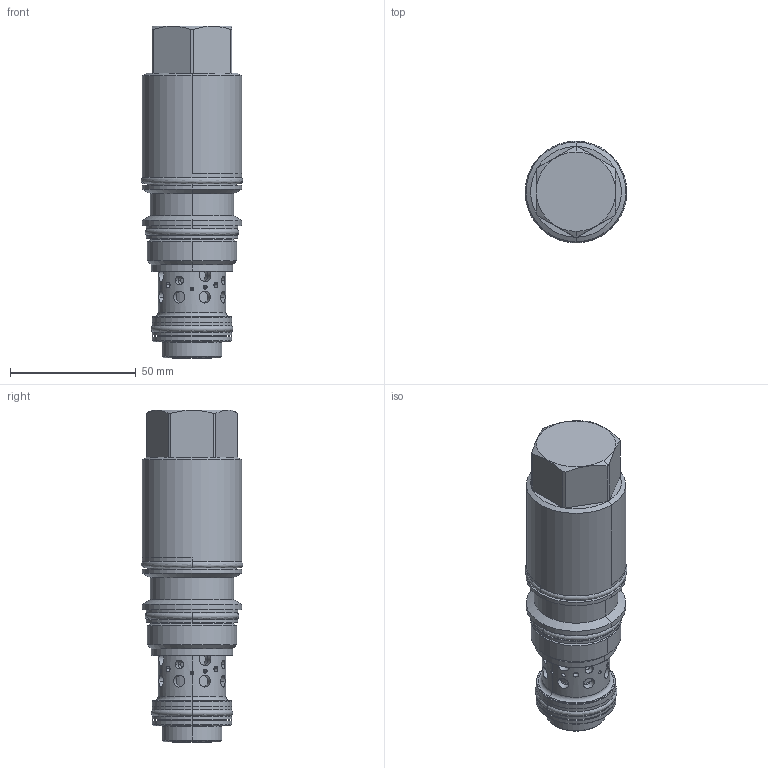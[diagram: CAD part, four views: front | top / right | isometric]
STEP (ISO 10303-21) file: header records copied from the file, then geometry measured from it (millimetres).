
FILE_DESCRIPTION((''),'2;1');
FILE_NAME('MBGM-XIN_PRT','2017-05-19T',('Administrator'),(''),'PRO/ENGINEER BY PARAMETRIC TECHNOLOGY CORPORATION, 2006240','PRO/ENGINEER BY PARAMETRIC TECHNOLOGY CORPORATION, 2006240','');
FILE_SCHEMA(('CONFIG_CONTROL_DESIGN'));
Length unit declared in the file: inch
Products named in the file (1): MBGM-XIN_PRT
Bounding box: 40.36 x 40.36 x 131.82 mm (x, y, z)
Volume: 117634.6 mm3; surface area: 29776 mm2
Topology: 4 solids, 5 shells, 300 faces, 776 edges, 480 vertices
Faces by surface type: cylinder 172, cone 48, plane 40, torus 28, revolution 12
Entity records: 12584 total; most frequent: CARTESIAN_POINT 5292, ORIENTED_EDGE 1552, DIRECTION 1406, EDGE_CURVE 776, AXIS2_PLACEMENT_3D 576, VERTEX_POINT 480, EDGE_LOOP 402, FACE_OUTER_BOUND 300
